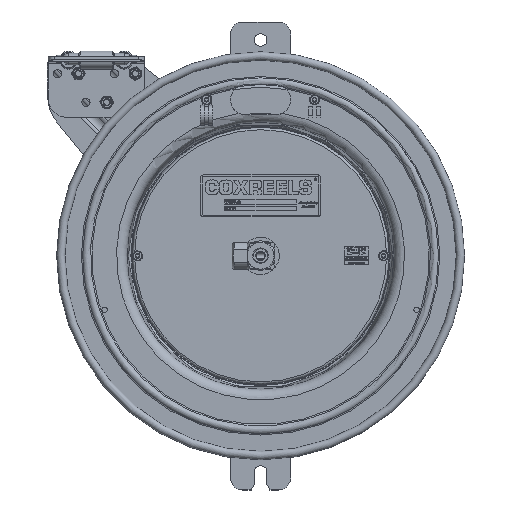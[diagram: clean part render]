
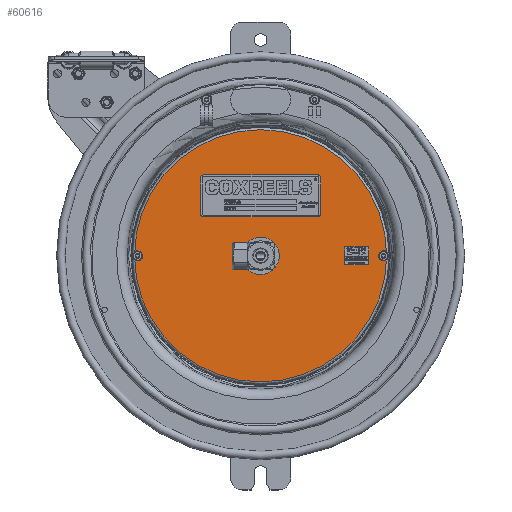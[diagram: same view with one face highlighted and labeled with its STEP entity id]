
A CAD part, top view. The second image highlights one B-rep face of the part: STEP entity #60616.
In plain terms, the highlighted planar face has unit normal (0, 0, 1).
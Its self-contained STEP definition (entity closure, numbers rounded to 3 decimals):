
#499=FACE_BOUND('',#6473,.T.);
#500=FACE_BOUND('',#6474,.T.);
#501=FACE_BOUND('',#6475,.T.);
#4109=FACE_OUTER_BOUND('',#6472,.T.);
#6472=EDGE_LOOP('',(#41997,#41998));
#6473=EDGE_LOOP('',(#41999));
#6474=EDGE_LOOP('',(#42000));
#6475=EDGE_LOOP('',(#42001));
#21607=CIRCLE('',#63349,5.255);
#21608=CIRCLE('',#63350,5.255);
#21612=CIRCLE('',#63355,0.1);
#21613=CIRCLE('',#63356,0.1);
#21614=CIRCLE('',#63357,0.65);
#23389=VERTEX_POINT('',#80889);
#23390=VERTEX_POINT('',#80890);
#23393=VERTEX_POINT('',#80899);
#23394=VERTEX_POINT('',#80901);
#23395=VERTEX_POINT('',#80903);
#31385=EDGE_CURVE('',#23389,#23390,#21607,.T.);
#31386=EDGE_CURVE('',#23390,#23389,#21608,.T.);
#31390=EDGE_CURVE('',#23393,#23393,#21612,.T.);
#31391=EDGE_CURVE('',#23394,#23394,#21613,.T.);
#31392=EDGE_CURVE('',#23395,#23395,#21614,.T.);
#41997=ORIENTED_EDGE('',*,*,#31385,.T.);
#41998=ORIENTED_EDGE('',*,*,#31386,.T.);
#41999=ORIENTED_EDGE('',*,*,#31390,.T.);
#42000=ORIENTED_EDGE('',*,*,#31391,.T.);
#42001=ORIENTED_EDGE('',*,*,#31392,.T.);
#56949=PLANE('',#63354);
#60616=ADVANCED_FACE('',(#4109,#499,#500,#501),#56949,.T.);
#63349=AXIS2_PLACEMENT_3D('',#80891,#67238,#67239);
#63350=AXIS2_PLACEMENT_3D('',#80892,#67240,#67241);
#63354=AXIS2_PLACEMENT_3D('',#80898,#67248,#67249);
#63355=AXIS2_PLACEMENT_3D('',#80900,#67250,#67251);
#63356=AXIS2_PLACEMENT_3D('',#80902,#67252,#67253);
#63357=AXIS2_PLACEMENT_3D('',#80904,#67254,#67255);
#67238=DIRECTION('center_axis',(0.,0.,
1.));
#67239=DIRECTION('ref_axis',(0.,-1.,0.));
#67240=DIRECTION('center_axis',(0.,0.,
1.));
#67241=DIRECTION('ref_axis',(0.,-1.,0.));
#67248=DIRECTION('center_axis',(0.,0.,
1.));
#67249=DIRECTION('ref_axis',(-1.,0.,0.));
#67250=DIRECTION('center_axis',(0.,0.,
-1.));
#67251=DIRECTION('ref_axis',(0.,-1.,0.));
#67252=DIRECTION('center_axis',(0.,0.,
-1.));
#67253=DIRECTION('ref_axis',(0.,-1.,0.));
#67254=DIRECTION('center_axis',(0.,0.,
-1.));
#67255=DIRECTION('ref_axis',(0.,1.,0.));
#80889=CARTESIAN_POINT('',(0.,-5.255,3.129));
#80890=CARTESIAN_POINT('',(5.255,0.,3.129));
#80891=CARTESIAN_POINT('Origin',(0.,0.,
3.129));
#80892=CARTESIAN_POINT('Origin',(0.,0.,
3.129));
#80898=CARTESIAN_POINT('Origin',(0.,-2.627,
3.129));
#80899=CARTESIAN_POINT('',(-5.125,-0.1,3.129));
#80900=CARTESIAN_POINT('Origin',(-5.125,0.,
3.129));
#80901=CARTESIAN_POINT('',(5.125,-0.1,3.129));
#80902=CARTESIAN_POINT('Origin',(5.125,0.,
3.129));
#80903=CARTESIAN_POINT('',(0.,-0.65,3.129));
#80904=CARTESIAN_POINT('Origin',(0.,0.,
3.129));
